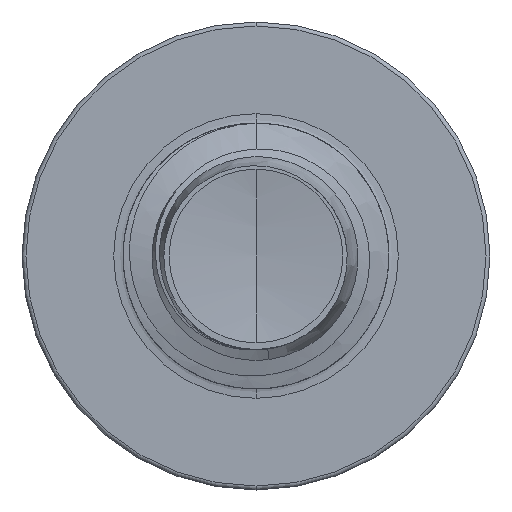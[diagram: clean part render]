
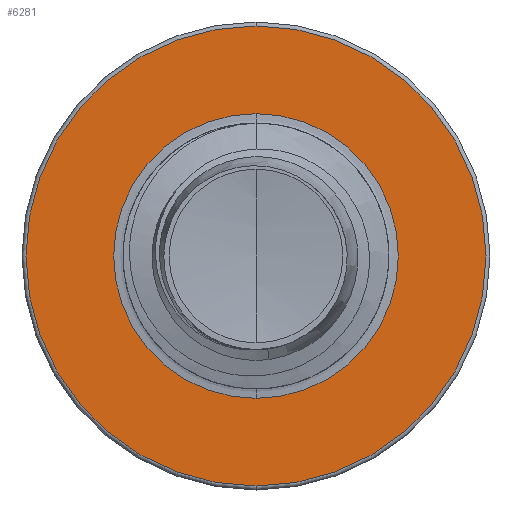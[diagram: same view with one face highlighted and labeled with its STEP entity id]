
A CAD part, front view. The second image highlights one B-rep face of the part: STEP entity #6281.
In plain terms, the highlighted planar face has unit normal (0, -1, 0).
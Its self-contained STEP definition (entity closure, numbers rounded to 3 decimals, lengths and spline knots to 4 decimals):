
#1429 = CARTESIAN_POINT ( 'NONE',  ( 0., 22.5, -2.6768 ) ) ;
#1724 = AXIS2_PLACEMENT_3D ( 'NONE', #32456, #15778, #35309 ) ;
#2470 = DIRECTION ( 'NONE',  ( 0., 0., 1. ) ) ;
#2513 = DIRECTION ( 'NONE',  ( 0., 1., 0. ) ) ;
#2596 = CARTESIAN_POINT ( 'NONE',  ( 0., 22.5, -2.6768 ) ) ;
#2773 = PLANE ( 'NONE',  #12067 ) ;
#4182 = AXIS2_PLACEMENT_3D ( 'NONE', #9292, #29157, #12265 ) ;
#4574 = DIRECTION ( 'NONE',  ( 0., 1., 0. ) ) ;
#6281 = ADVANCED_FACE ( 'NONE', ( #21512, #36374 ), #2773, .F. ) ;
#7070 = ORIENTED_EDGE ( 'NONE', *, *, #25290, .T. ) ;
#7666 = CARTESIAN_POINT ( 'NONE',  ( 0., 22.5, 4.325 ) ) ;
#8416 = ORIENTED_EDGE ( 'NONE', *, *, #14778, .F. ) ;
#8633 = AXIS2_PLACEMENT_3D ( 'NONE', #21868, #4574, #24654 ) ;
#9292 = CARTESIAN_POINT ( 'NONE',  ( 0., 22.5, 0. ) ) ;
#10606 = ORIENTED_EDGE ( 'NONE', *, *, #22578, .T. ) ;
#11312 = VERTEX_POINT ( 'NONE', #13627 ) ;
#11575 = EDGE_LOOP ( 'NONE', ( #7070, #10606 ) ) ;
#12065 = CIRCLE ( 'NONE', #4182, 4.325 ) ;
#12067 = AXIS2_PLACEMENT_3D ( 'NONE', #2596, #2513, #2470 ) ;
#12265 = DIRECTION ( 'NONE',  ( 0., 0., 1. ) ) ;
#13627 = CARTESIAN_POINT ( 'NONE',  ( 0., 22.5, -4.325 ) ) ;
#14778 = EDGE_CURVE ( 'NONE', #11312, #15058, #15790, .T. ) ;
#15058 = VERTEX_POINT ( 'NONE', #7666 ) ;
#15778 = DIRECTION ( 'NONE',  ( 0., 1., 0. ) ) ;
#15790 = CIRCLE ( 'NONE', #8633, 4.325 ) ;
#17210 = CARTESIAN_POINT ( 'NONE',  ( 0., 22.5, 0. ) ) ;
#18856 = AXIS2_PLACEMENT_3D ( 'NONE', #17210, #36760, #20018 ) ;
#19961 = EDGE_CURVE ( 'NONE', #15058, #11312, #12065, .T. ) ;
#20018 = DIRECTION ( 'NONE',  ( 0., 0., 1. ) ) ;
#20281 = VERTEX_POINT ( 'NONE', #1429 ) ;
#21512 = FACE_OUTER_BOUND ( 'NONE', #32928, .T. ) ;
#21868 = CARTESIAN_POINT ( 'NONE',  ( 0., 22.5, 0. ) ) ;
#22240 = CIRCLE ( 'NONE', #18856, 2.6768 ) ;
#22578 = EDGE_CURVE ( 'NONE', #20281, #32102, #35372, .T. ) ;
#22893 = ORIENTED_EDGE ( 'NONE', *, *, #19961, .F. ) ;
#24654 = DIRECTION ( 'NONE',  ( 0., 0., 1. ) ) ;
#25290 = EDGE_CURVE ( 'NONE', #32102, #20281, #22240, .T. ) ;
#29157 = DIRECTION ( 'NONE',  ( 0., 1., 0. ) ) ;
#32102 = VERTEX_POINT ( 'NONE', #32780 ) ;
#32456 = CARTESIAN_POINT ( 'NONE',  ( 0., 22.5, 0. ) ) ;
#32780 = CARTESIAN_POINT ( 'NONE',  ( 0., 22.5, 2.6768 ) ) ;
#32928 = EDGE_LOOP ( 'NONE', ( #22893, #8416 ) ) ;
#35309 = DIRECTION ( 'NONE',  ( 0., 0., 1. ) ) ;
#35372 = CIRCLE ( 'NONE', #1724, 2.6768 ) ;
#36374 = FACE_BOUND ( 'NONE', #11575, .T. ) ;
#36760 = DIRECTION ( 'NONE',  ( 0., 1., 0. ) ) ;
